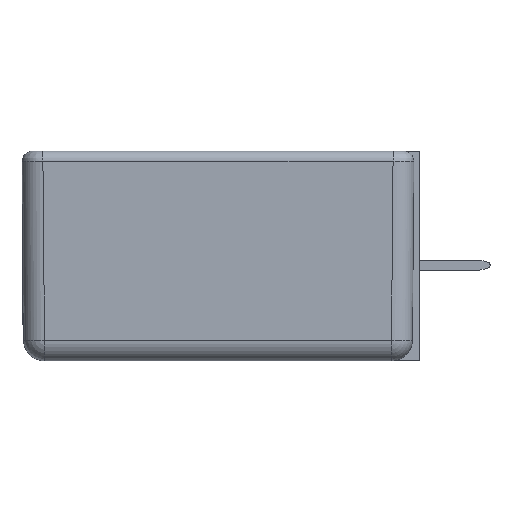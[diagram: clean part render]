
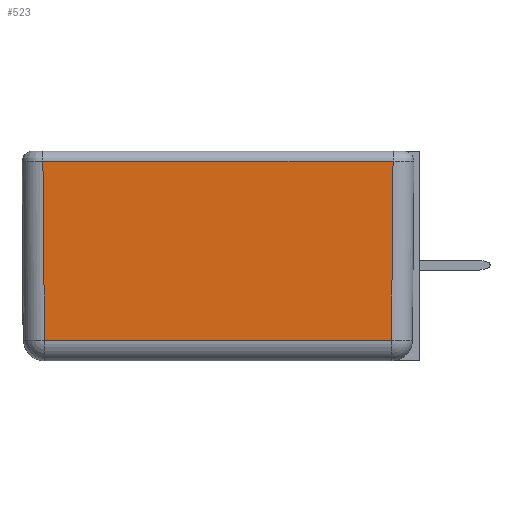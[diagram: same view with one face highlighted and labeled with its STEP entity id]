
A CAD part, left-side view. The second image highlights one B-rep face of the part: STEP entity #523.
In plain terms, the highlighted planar face has unit normal (-1, 0, -0.009).
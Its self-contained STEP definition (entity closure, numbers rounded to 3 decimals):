
#58 = EDGE_CURVE ( 'NONE', #2519, #2610, #728, .T. ) ;
#101 = VECTOR ( 'NONE', #239, 1000. ) ;
#170 = EDGE_CURVE ( 'NONE', #1706, #2519, #1128, .T. ) ;
#187 = LINE ( 'NONE', #3074, #2116 ) ;
#239 = DIRECTION ( 'NONE',  ( 0., -1., 0. ) ) ;
#465 = DIRECTION ( 'NONE',  ( 0.009, -0.009, -1. ) ) ;
#468 = CARTESIAN_POINT ( 'NONE',  ( -18.3, 1.83, 6.469 ) ) ;
#480 = ORIENTED_EDGE ( 'NONE', *, *, #1663, .T. ) ;
#523 = ADVANCED_FACE ( 'NONE', ( #2873 ), #2642, .F. ) ;
#728 = LINE ( 'NONE', #1657, #2331 ) ;
#751 = LINE ( 'NONE', #2372, #101 ) ;
#832 = ORIENTED_EDGE ( 'NONE', *, *, #2561, .F. ) ;
#1128 = LINE ( 'NONE', #1364, #2887 ) ;
#1364 = CARTESIAN_POINT ( 'NONE',  ( -18.193, 27.206, -5.757 ) ) ;
#1387 = DIRECTION ( 'NONE',  ( 0., -1., 0. ) ) ;
#1416 = CARTESIAN_POINT ( 'NONE',  ( -18.193, 1.937, -5.757 ) ) ;
#1657 = CARTESIAN_POINT ( 'NONE',  ( -18.191, 1.939, -5.978 ) ) ;
#1663 = EDGE_CURVE ( 'NONE', #2964, #1706, #187, .T. ) ;
#1706 = VERTEX_POINT ( 'NONE', #2163 ) ;
#1773 = ORIENTED_EDGE ( 'NONE', *, *, #58, .T. ) ;
#1812 = CARTESIAN_POINT ( 'NONE',  ( -18.3, 25.77, 6.469 ) ) ;
#1891 = EDGE_LOOP ( 'NONE', ( #2991, #1773, #832, #480 ) ) ;
#2116 = VECTOR ( 'NONE', #465, 1000. ) ;
#2163 = CARTESIAN_POINT ( 'NONE',  ( -18.193, 25.663, -5.757 ) ) ;
#2221 = DIRECTION ( 'NONE',  ( 0.009, 0., -1. ) ) ;
#2326 = AXIS2_PLACEMENT_3D ( 'NONE', #2871, #2447, #2221 ) ;
#2331 = VECTOR ( 'NONE', #3092, 1000. ) ;
#2372 = CARTESIAN_POINT ( 'NONE',  ( -18.3, 27.206, 6.469 ) ) ;
#2447 = DIRECTION ( 'NONE',  ( 1., 0., 0.009 ) ) ;
#2519 = VERTEX_POINT ( 'NONE', #1416 ) ;
#2561 = EDGE_CURVE ( 'NONE', #2964, #2610, #751, .T. ) ;
#2610 = VERTEX_POINT ( 'NONE', #468 ) ;
#2642 = PLANE ( 'NONE',  #2326 ) ;
#2871 = CARTESIAN_POINT ( 'NONE',  ( -18.193, 27.206, -5.757 ) ) ;
#2873 = FACE_OUTER_BOUND ( 'NONE', #1891, .T. ) ;
#2887 = VECTOR ( 'NONE', #1387, 1000. ) ;
#2964 = VERTEX_POINT ( 'NONE', #1812 ) ;
#2991 = ORIENTED_EDGE ( 'NONE', *, *, #170, .T. ) ;
#3074 = CARTESIAN_POINT ( 'NONE',  ( -18.193, 25.663, -5.745 ) ) ;
#3092 = DIRECTION ( 'NONE',  ( -0.009, -0.009, 1. ) ) ;
